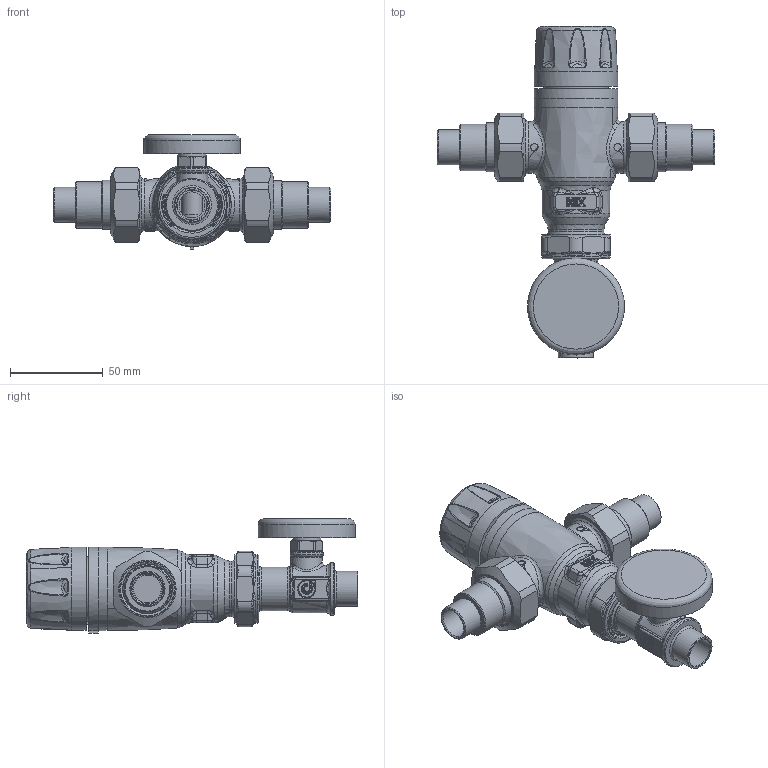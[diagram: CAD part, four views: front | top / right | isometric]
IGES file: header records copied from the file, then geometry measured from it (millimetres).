
Global section: file name: 521419AC; native system: Autodesk Inventor 2024; preprocessor: unknown; author: ischreiner; date: 20250624.095704; units: inch
Bounding box: 150 x 179.25 x 61.89 mm (x, y, z)
Volume: 258405.8 mm3; surface area: 66737.4 mm2
Topology: 9 solids, 9 shells, 1756 faces, 4124 edges, 2283 vertices
Faces by surface type: bspline 1756
